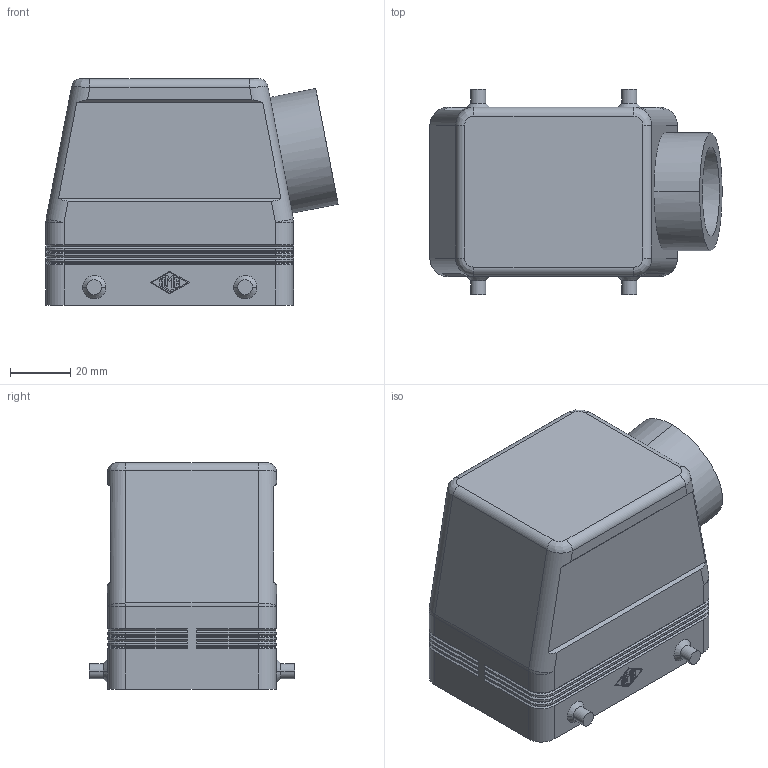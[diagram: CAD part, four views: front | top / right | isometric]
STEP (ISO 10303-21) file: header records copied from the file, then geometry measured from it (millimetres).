
FILE_DESCRIPTION(('Creo Elements/Direct Modeling STEP Export'),'2;1');
FILE_NAME('CAOT_50_6.stp','2012-12-18T 8:46:16',(''),(''),'Creo Elements/Direct Modeling STEP processor for AP214 (Solid Model)','Creo Elements/Direct Modeling 18.0B 02-Dec-2011 (C) Parametric Technology GmbH','');
FILE_SCHEMA(('AUTOMOTIVE_DESIGN { 1 0 10303 214 1 1 1 1 }'));
Length unit declared in the file: millimetre
Products named in the file (1): MSBO7675
Bounding box: 96.76 x 68 x 75 mm (x, y, z)
Volume: 82920.8 mm3; surface area: 48895.5 mm2
Topology: 1 solids, 1 shells, 373 faces, 911 edges, 568 vertices
Faces by surface type: plane 201, cylinder 122, cone 42, sphere 4, bspline 4
Entity records: 13691 total; most frequent: CARTESIAN_POINT 2155, ORIENTED_EDGE 1822, DIRECTION 1725, EDGE_CURVE 911, VECTOR 595, LINE 595, VERTEX_POINT 568, AXIS2_PLACEMENT_3D 565
